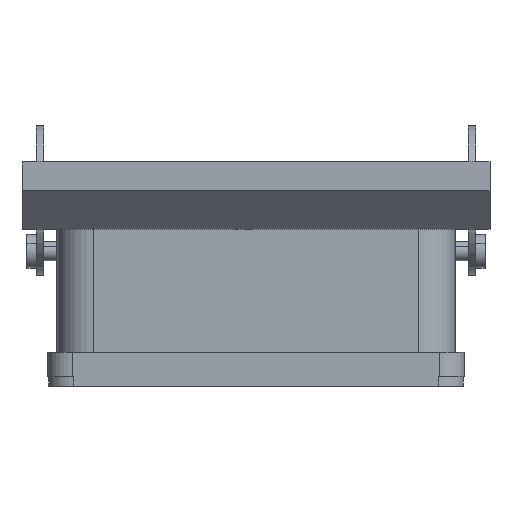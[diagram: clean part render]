
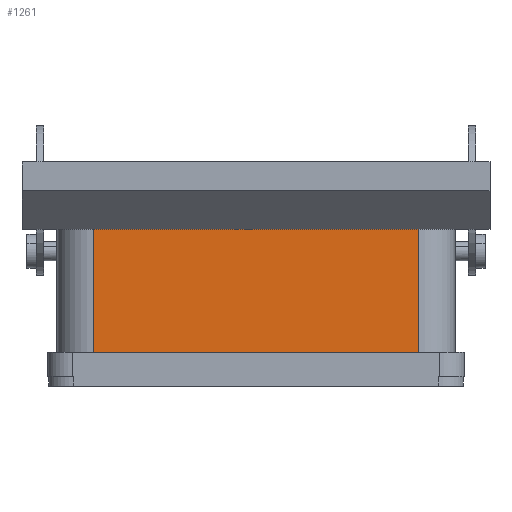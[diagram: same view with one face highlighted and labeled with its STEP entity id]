
A CAD part, front view. The second image highlights one B-rep face of the part: STEP entity #1261.
In plain terms, the highlighted planar face has unit normal (0, -1, 0).
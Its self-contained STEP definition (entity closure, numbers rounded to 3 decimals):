
#1225=AXIS2_PLACEMENT_3D('Plane Axis2P3D',#1222,#1223,#1224) ;
#1187=CARTESIAN_POINT('Line Origine',(14.75,19.5,17.5)) ;
#1191=CARTESIAN_POINT('Vertex',(14.75,19.5,32.5)) ;
#1193=CARTESIAN_POINT('Vertex',(14.75,19.5,7.)) ;
#1196=CARTESIAN_POINT('Line Origine',(14.75,19.5,17.5)) ;
#1200=CARTESIAN_POINT('Vertex',(14.75,19.5,38.)) ;
#1222=CARTESIAN_POINT('Axis2P3D Location',(7.25,19.5,32.5)) ;
#1227=CARTESIAN_POINT('Line Origine',(48.5,19.5,7.)) ;
#1231=CARTESIAN_POINT('Vertex',(82.25,19.5,7.)) ;
#1234=CARTESIAN_POINT('Line Origine',(82.25,19.5,19.75)) ;
#1238=CARTESIAN_POINT('Vertex',(82.25,19.5,32.5)) ;
#1241=CARTESIAN_POINT('Line Origine',(82.25,19.5,35.25)) ;
#1245=CARTESIAN_POINT('Vertex',(82.25,19.5,38.)) ;
#1248=CARTESIAN_POINT('Line Origine',(48.5,19.5,38.)) ;
#1188=DIRECTION('Vector Direction',(0.,0.,-1.)) ;
#1197=DIRECTION('Vector Direction',(0.,0.,-1.)) ;
#1223=DIRECTION('Axis2P3D Direction',(0.,1.,0.)) ;
#1224=DIRECTION('Axis2P3D XDirection',(1.,0.,0.)) ;
#1228=DIRECTION('Vector Direction',(1.,0.,0.)) ;
#1235=DIRECTION('Vector Direction',(0.,0.,-1.)) ;
#1242=DIRECTION('Vector Direction',(0.,0.,1.)) ;
#1249=DIRECTION('Vector Direction',(1.,0.,0.)) ;
#1189=VECTOR('Line Direction',#1188,1.) ;
#1198=VECTOR('Line Direction',#1197,1.) ;
#1229=VECTOR('Line Direction',#1228,1.) ;
#1236=VECTOR('Line Direction',#1235,1.) ;
#1243=VECTOR('Line Direction',#1242,1.) ;
#1250=VECTOR('Line Direction',#1249,1.) ;
#1254=ORIENTED_EDGE('',*,*,#1233,.T.) ;
#1255=ORIENTED_EDGE('',*,*,#1240,.F.) ;
#1256=ORIENTED_EDGE('',*,*,#1247,.T.) ;
#1257=ORIENTED_EDGE('',*,*,#1252,.F.) ;
#1258=ORIENTED_EDGE('',*,*,#1202,.F.) ;
#1259=ORIENTED_EDGE('',*,*,#1195,.T.) ;
#1261=ADVANCED_FACE('Hauptk\X2\00F6\X0\rper',(#1260),#1226,.F.) ;
#1195=EDGE_CURVE('',#1192,#1194,#1190,.T.) ;
#1202=EDGE_CURVE('',#1192,#1201,#1199,.F.) ;
#1233=EDGE_CURVE('',#1194,#1232,#1230,.T.) ;
#1240=EDGE_CURVE('',#1239,#1232,#1237,.T.) ;
#1247=EDGE_CURVE('',#1239,#1246,#1244,.T.) ;
#1252=EDGE_CURVE('',#1201,#1246,#1251,.T.) ;
#1253=EDGE_LOOP('',(#1254,#1255,#1256,#1257,#1258,#1259)) ;
#1260=FACE_OUTER_BOUND('',#1253,.T.) ;
#1190=LINE('Line',#1187,#1189) ;
#1199=LINE('Line',#1196,#1198) ;
#1230=LINE('Line',#1227,#1229) ;
#1237=LINE('Line',#1234,#1236) ;
#1244=LINE('Line',#1241,#1243) ;
#1251=LINE('Line',#1248,#1250) ;
#1226=PLANE('',#1225) ;
#1192=VERTEX_POINT('',#1191) ;
#1194=VERTEX_POINT('',#1193) ;
#1201=VERTEX_POINT('',#1200) ;
#1232=VERTEX_POINT('',#1231) ;
#1239=VERTEX_POINT('',#1238) ;
#1246=VERTEX_POINT('',#1245) ;
